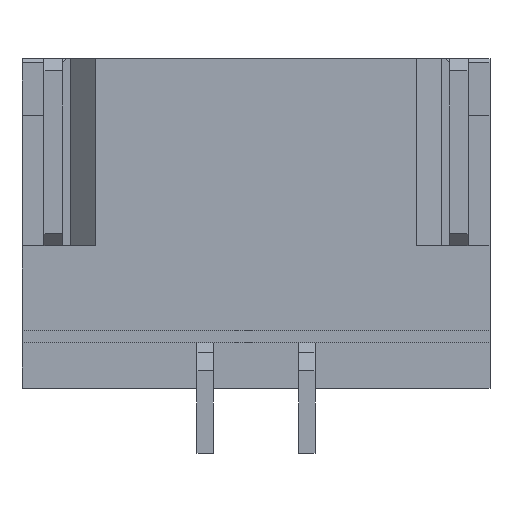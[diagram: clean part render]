
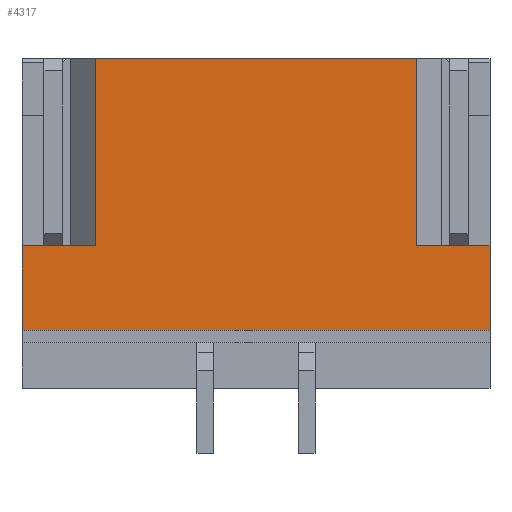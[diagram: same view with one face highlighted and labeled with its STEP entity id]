
A CAD part, front view. The second image highlights one B-rep face of the part: STEP entity #4317.
In plain terms, the highlighted planar face has unit normal (0, -1, 0).
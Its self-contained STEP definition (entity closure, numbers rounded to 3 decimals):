
#85 = ORIENTED_EDGE ( 'NONE', *, *, #5739, .F. ) ;
#119 = DIRECTION ( 'NONE',  ( 0., 1., 0. ) ) ;
#158 = VECTOR ( 'NONE', #459, 1000. ) ;
#183 = CARTESIAN_POINT ( 'NONE',  ( -6.975, 0.18, -0.275 ) ) ;
#256 = CARTESIAN_POINT ( 'NONE',  ( -6.975, 0.18, 2.025 ) ) ;
#312 = CARTESIAN_POINT ( 'NONE',  ( -6.975, 0.18, -0.275 ) ) ;
#370 = VECTOR ( 'NONE', #2295, 1000. ) ;
#397 = EDGE_CURVE ( 'NONE', #3329, #3722, #6033, .T. ) ;
#459 = DIRECTION ( 'NONE',  ( 0., 0., -1. ) ) ;
#606 = CARTESIAN_POINT ( 'NONE',  ( -17.875, 0.18, 0. ) ) ;
#805 = CARTESIAN_POINT ( 'NONE',  ( -7.875, 0.18, -0.275 ) ) ;
#876 = CARTESIAN_POINT ( 'NONE',  ( -2.125, 0.18, 0. ) ) ;
#913 = EDGE_CURVE ( 'NONE', #2079, #3032, #5582, .T. ) ;
#1000 = CARTESIAN_POINT ( 'NONE',  ( -3.025, 0.18, 2.025 ) ) ;
#1121 = VECTOR ( 'NONE', #3199, 1000. ) ;
#1199 = DIRECTION ( 'NONE',  ( 0., 0., -1. ) ) ;
#1522 = CARTESIAN_POINT ( 'NONE',  ( -17.875, 0.18, -1.315 ) ) ;
#1589 = ORIENTED_EDGE ( 'NONE', *, *, #2237, .T. ) ;
#1697 = DIRECTION ( 'NONE',  ( 1., 0., 0. ) ) ;
#1742 = PLANE ( 'NONE',  #3220 ) ;
#1766 = LINE ( 'NONE', #2859, #2537 ) ;
#1932 = VECTOR ( 'NONE', #1199, 1000. ) ;
#2078 = EDGE_LOOP ( 'NONE', ( #85, #5059, #2630, #5924, #1589, #6249, #3081, #4203 ) ) ;
#2079 = VERTEX_POINT ( 'NONE', #805 ) ;
#2237 = EDGE_CURVE ( 'NONE', #3032, #4321, #2554, .T. ) ;
#2280 = EDGE_CURVE ( 'NONE', #4761, #4461, #2715, .T. ) ;
#2295 = DIRECTION ( 'NONE',  ( 0., 0., -1. ) ) ;
#2537 = VECTOR ( 'NONE', #1697, 1000. ) ;
#2554 = LINE ( 'NONE', #1522, #6665 ) ;
#2608 = EDGE_CURVE ( 'NONE', #5547, #4761, #4822, .T. ) ;
#2622 = CARTESIAN_POINT ( 'NONE',  ( -3.025, 0.18, -0.275 ) ) ;
#2630 = ORIENTED_EDGE ( 'NONE', *, *, #4506, .T. ) ;
#2715 = LINE ( 'NONE', #5893, #5413 ) ;
#2757 = VECTOR ( 'NONE', #3047, 1000. ) ;
#2859 = CARTESIAN_POINT ( 'NONE',  ( -17.875, 0.18, 2.025 ) ) ;
#3032 = VERTEX_POINT ( 'NONE', #5498 ) ;
#3047 = DIRECTION ( 'NONE',  ( -1., 0., 0. ) ) ;
#3081 = ORIENTED_EDGE ( 'NONE', *, *, #2280, .F. ) ;
#3199 = DIRECTION ( 'NONE',  ( 0., 0., -1. ) ) ;
#3220 = AXIS2_PLACEMENT_3D ( 'NONE', #606, #119, #4395 ) ;
#3329 = VERTEX_POINT ( 'NONE', #256 ) ;
#3510 = CARTESIAN_POINT ( 'NONE',  ( -2.125, 0.18, -0.275 ) ) ;
#3580 = CARTESIAN_POINT ( 'NONE',  ( -7.275, 0.18, -0.275 ) ) ;
#3722 = VERTEX_POINT ( 'NONE', #312 ) ;
#3800 = CARTESIAN_POINT ( 'NONE',  ( -3.025, 0.18, -0.275 ) ) ;
#4203 = ORIENTED_EDGE ( 'NONE', *, *, #2608, .F. ) ;
#4317 = ADVANCED_FACE ( 'NONE', ( #6628 ), #1742, .F. ) ;
#4321 = VERTEX_POINT ( 'NONE', #5448 ) ;
#4395 = DIRECTION ( 'NONE',  ( 0., 0., 1. ) ) ;
#4461 = VERTEX_POINT ( 'NONE', #3510 ) ;
#4506 = EDGE_CURVE ( 'NONE', #3722, #2079, #5728, .T. ) ;
#4761 = VERTEX_POINT ( 'NONE', #2622 ) ;
#4822 = LINE ( 'NONE', #3800, #1121 ) ;
#4936 = DIRECTION ( 'NONE',  ( 1., 0., 0. ) ) ;
#5059 = ORIENTED_EDGE ( 'NONE', *, *, #397, .T. ) ;
#5413 = VECTOR ( 'NONE', #4936, 1000. ) ;
#5448 = CARTESIAN_POINT ( 'NONE',  ( -2.125, 0.18, -1.315 ) ) ;
#5498 = CARTESIAN_POINT ( 'NONE',  ( -7.875, 0.18, -1.315 ) ) ;
#5547 = VERTEX_POINT ( 'NONE', #1000 ) ;
#5582 = LINE ( 'NONE', #6764, #370 ) ;
#5728 = LINE ( 'NONE', #3580, #2757 ) ;
#5739 = EDGE_CURVE ( 'NONE', #3329, #5547, #1766, .T. ) ;
#5781 = EDGE_CURVE ( 'NONE', #4461, #4321, #6362, .T. ) ;
#5858 = DIRECTION ( 'NONE',  ( 1., 0., 0. ) ) ;
#5893 = CARTESIAN_POINT ( 'NONE',  ( -2.725, 0.18, -0.275 ) ) ;
#5924 = ORIENTED_EDGE ( 'NONE', *, *, #913, .T. ) ;
#6033 = LINE ( 'NONE', #183, #1932 ) ;
#6249 = ORIENTED_EDGE ( 'NONE', *, *, #5781, .F. ) ;
#6362 = LINE ( 'NONE', #876, #158 ) ;
#6628 = FACE_OUTER_BOUND ( 'NONE', #2078, .T. ) ;
#6665 = VECTOR ( 'NONE', #5858, 1000. ) ;
#6764 = CARTESIAN_POINT ( 'NONE',  ( -7.875, 0.18, 0. ) ) ;
